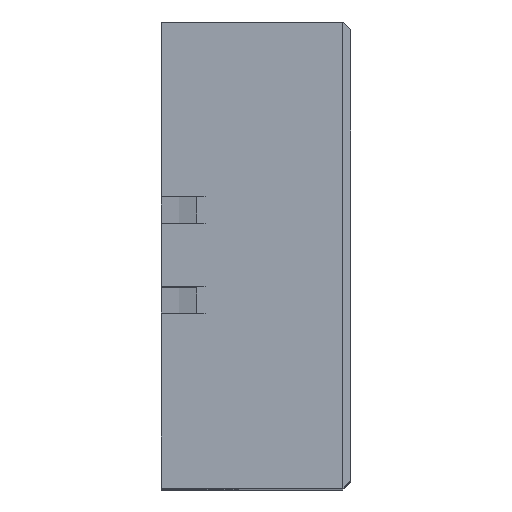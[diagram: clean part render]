
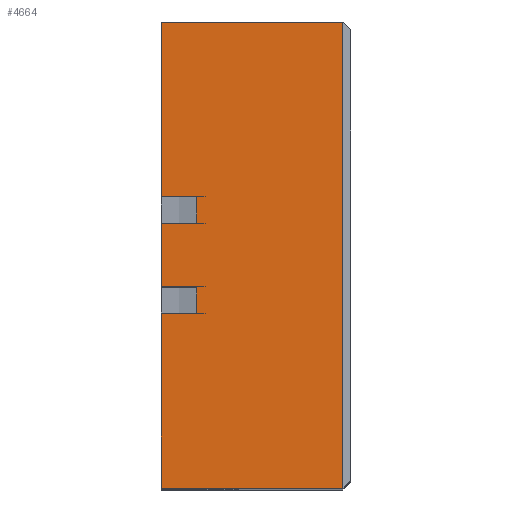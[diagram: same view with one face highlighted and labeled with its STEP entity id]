
A CAD part, top view. The second image highlights one B-rep face of the part: STEP entity #4664.
In plain terms, the highlighted planar face has unit normal (0, 0, 1).
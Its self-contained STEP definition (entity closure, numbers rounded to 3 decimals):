
#290=FACE_OUTER_BOUND('',#554,.T.);
#554=EDGE_LOOP('',(#3240,#3241,#3242,#3243,#3244,#3245,#3246,#3247,#3248,
#3249,#3250,#3251));
#944=LINE('',#6910,#1468);
#946=LINE('',#6915,#1470);
#947=LINE('',#6917,#1471);
#948=LINE('',#6919,#1472);
#949=LINE('',#6921,#1473);
#950=LINE('',#6923,#1474);
#951=LINE('',#6925,#1475);
#952=LINE('',#6927,#1476);
#953=LINE('',#6929,#1477);
#954=LINE('',#6931,#1478);
#955=LINE('',#6933,#1479);
#956=LINE('',#6934,#1480);
#1468=VECTOR('',#5517,10.);
#1470=VECTOR('',#5523,10.);
#1471=VECTOR('',#5524,10.);
#1472=VECTOR('',#5525,10.);
#1473=VECTOR('',#5526,10.);
#1474=VECTOR('',#5527,10.);
#1475=VECTOR('',#5528,10.);
#1476=VECTOR('',#5529,10.);
#1477=VECTOR('',#5530,10.);
#1478=VECTOR('',#5531,10.);
#1479=VECTOR('',#5532,10.);
#1480=VECTOR('',#5533,10.);
#1942=VERTEX_POINT('',#6836);
#1960=VERTEX_POINT('',#6902);
#1962=VERTEX_POINT('',#6914);
#1963=VERTEX_POINT('',#6916);
#1964=VERTEX_POINT('',#6918);
#1965=VERTEX_POINT('',#6920);
#1966=VERTEX_POINT('',#6922);
#1967=VERTEX_POINT('',#6924);
#1968=VERTEX_POINT('',#6926);
#1969=VERTEX_POINT('',#6928);
#1970=VERTEX_POINT('',#6930);
#1971=VERTEX_POINT('',#6932);
#2448=EDGE_CURVE('',#1960,#1942,#944,.T.);
#2450=EDGE_CURVE('',#1960,#1962,#946,.T.);
#2451=EDGE_CURVE('',#1962,#1963,#947,.T.);
#2452=EDGE_CURVE('',#1964,#1963,#948,.T.);
#2453=EDGE_CURVE('',#1964,#1965,#949,.T.);
#2454=EDGE_CURVE('',#1965,#1966,#950,.T.);
#2455=EDGE_CURVE('',#1967,#1966,#951,.T.);
#2456=EDGE_CURVE('',#1968,#1967,#952,.T.);
#2457=EDGE_CURVE('',#1969,#1968,#953,.T.);
#2458=EDGE_CURVE('',#1969,#1970,#954,.T.);
#2459=EDGE_CURVE('',#1971,#1970,#955,.T.);
#2460=EDGE_CURVE('',#1942,#1971,#956,.T.);
#3240=ORIENTED_EDGE('',*,*,#2448,.F.);
#3241=ORIENTED_EDGE('',*,*,#2450,.T.);
#3242=ORIENTED_EDGE('',*,*,#2451,.T.);
#3243=ORIENTED_EDGE('',*,*,#2452,.F.);
#3244=ORIENTED_EDGE('',*,*,#2453,.T.);
#3245=ORIENTED_EDGE('',*,*,#2454,.T.);
#3246=ORIENTED_EDGE('',*,*,#2455,.F.);
#3247=ORIENTED_EDGE('',*,*,#2456,.F.);
#3248=ORIENTED_EDGE('',*,*,#2457,.F.);
#3249=ORIENTED_EDGE('',*,*,#2458,.T.);
#3250=ORIENTED_EDGE('',*,*,#2459,.F.);
#3251=ORIENTED_EDGE('',*,*,#2460,.F.);
#4441=PLANE('',#4943);
#4664=ADVANCED_FACE('',(#290),#4441,.F.);
#4943=AXIS2_PLACEMENT_3D('',#6913,#5521,#5522);
#5517=DIRECTION('',(0.,-1.,0.));
#5521=DIRECTION('center_axis',(0.,0.,-1.));
#5522=DIRECTION('ref_axis',(-1.,0.,0.));
#5523=DIRECTION('',(-1.,0.,0.));
#5524=DIRECTION('',(0.,-1.,0.));
#5525=DIRECTION('',(-1.,0.,0.));
#5526=DIRECTION('',(0.,-1.,0.));
#5527=DIRECTION('',(-1.,0.,0.));
#5528=DIRECTION('',(0.,1.,0.));
#5529=DIRECTION('',(-1.,0.,0.));
#5530=DIRECTION('',(0.,1.,0.));
#5531=DIRECTION('',(-1.,0.,0.));
#5532=DIRECTION('',(0.,1.,0.));
#5533=DIRECTION('',(-1.,0.,0.));
#6836=CARTESIAN_POINT('',(11.46,0.,0.));
#6902=CARTESIAN_POINT('',(11.46,29.4,0.));
#6910=CARTESIAN_POINT('',(11.46,0.,0.));
#6913=CARTESIAN_POINT('Origin',(11.96,0.,0.));
#6914=CARTESIAN_POINT('',(0.,29.4,0.));
#6915=CARTESIAN_POINT('',(11.96,29.4,0.));
#6916=CARTESIAN_POINT('',(0.,18.4,0.));
#6917=CARTESIAN_POINT('',(0.,29.4,0.));
#6918=CARTESIAN_POINT('',(2.227,18.4,0.));
#6919=CARTESIAN_POINT('',(11.96,18.4,0.));
#6920=CARTESIAN_POINT('',(2.227,16.7,0.));
#6921=CARTESIAN_POINT('',(2.227,18.4,0.));
#6922=CARTESIAN_POINT('',(0.,16.7,0.));
#6923=CARTESIAN_POINT('',(11.96,16.7,0.));
#6924=CARTESIAN_POINT('',(0.,12.7,0.));
#6925=CARTESIAN_POINT('',(0.,12.7,0.));
#6926=CARTESIAN_POINT('',(2.227,12.7,0.));
#6927=CARTESIAN_POINT('',(11.96,12.7,0.));
#6928=CARTESIAN_POINT('',(2.227,11.,0.));
#6929=CARTESIAN_POINT('',(2.227,11.,0.));
#6930=CARTESIAN_POINT('',(0.,11.,0.));
#6931=CARTESIAN_POINT('',(11.96,11.,0.));
#6932=CARTESIAN_POINT('',(0.,0.,0.));
#6933=CARTESIAN_POINT('',(0.,0.,0.));
#6934=CARTESIAN_POINT('',(11.96,0.,0.));
